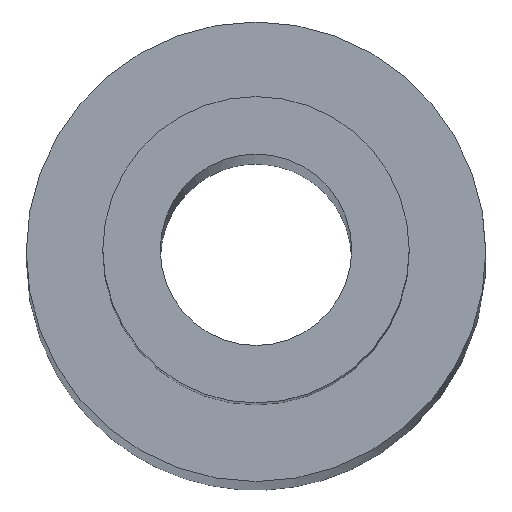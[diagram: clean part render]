
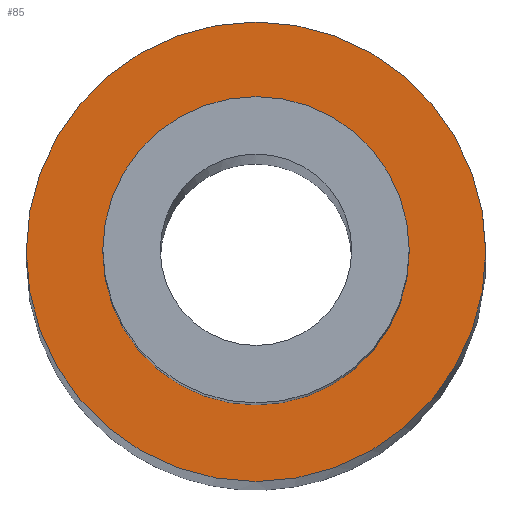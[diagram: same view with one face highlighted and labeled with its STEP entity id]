
A CAD part, top view. The second image highlights one B-rep face of the part: STEP entity #85.
In plain terms, the highlighted planar face has unit normal (0, 0, 1).
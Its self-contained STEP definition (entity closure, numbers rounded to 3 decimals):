
#35=ORIENTED_EDGE('',*,*,#40,.T.);
#36=ORIENTED_EDGE('',*,*,#42,.T.);
#40=EDGE_CURVE('',#46,#46,#51,.F.);
#42=EDGE_CURVE('',#48,#48,#52,.T.);
#46=VERTEX_POINT('',#148);
#48=VERTEX_POINT('',#154);
#51=CIRCLE('',#105,3.);
#52=CIRCLE('',#109,2.);
#63=EDGE_LOOP('',(#35));
#64=EDGE_LOOP('',(#36));
#75=FACE_BOUND('',#63,.T.);
#76=FACE_BOUND('',#64,.T.);
#79=PLANE('',#110);
#85=ADVANCED_FACE('',(#75,#76),#79,.F.);
#105=AXIS2_PLACEMENT_3D('',#147,#125,#126);
#109=AXIS2_PLACEMENT_3D('',#153,#133,#134);
#110=AXIS2_PLACEMENT_3D('',#155,#135,#136);
#125=DIRECTION('',(0.,0.,-1.));
#126=DIRECTION('',(-1.,0.,0.));
#133=DIRECTION('',(0.,0.,-1.));
#134=DIRECTION('',(-1.,0.,0.));
#135=DIRECTION('',(0.,0.,-1.));
#136=DIRECTION('',(-1.,0.,0.));
#147=CARTESIAN_POINT('',(0.,0.,-15.));
#148=CARTESIAN_POINT('',(-3.,0.,-15.));
#153=CARTESIAN_POINT('',(0.,0.,-15.));
#154=CARTESIAN_POINT('',(-2.,0.,-15.));
#155=CARTESIAN_POINT('',(0.,2.,-15.));
